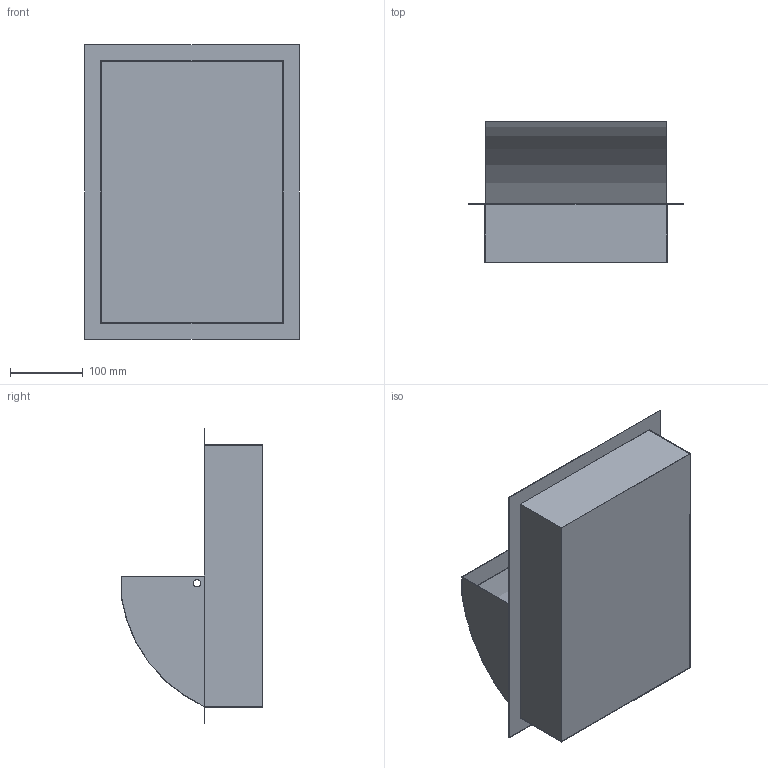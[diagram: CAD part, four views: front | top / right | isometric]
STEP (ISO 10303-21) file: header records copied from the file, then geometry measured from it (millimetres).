
FILE_DESCRIPTION (( 'STEP AP203' ), '1' );
FILE_NAME ('Holder_Default_sldprt.STEP', '2022-02-22T13:17:10', ( '' ), ( '' ), 'SwSTEP 2.0', 'SolidWorks 2021', '' );
FILE_SCHEMA (( 'CONFIG_CONTROL_DESIGN' ));
Length unit declared in the file: millimetre
Products named in the file (1): Holder_Default_sldprt
Bounding box: 294 x 194.5 x 404 mm (x, y, z)
Volume: 150982.9 mm3; surface area: 605202.4 mm2
Topology: 2 solids, 2 shells, 31 faces, 75 edges, 50 vertices
Faces by surface type: plane 25, cylinder 6
Entity records: 984 total; most frequent: CARTESIAN_POINT 157, DIRECTION 151, ORIENTED_EDGE 150, EDGE_CURVE 75, VECTOR 63, LINE 63, VERTEX_POINT 50, AXIS2_PLACEMENT_3D 44
